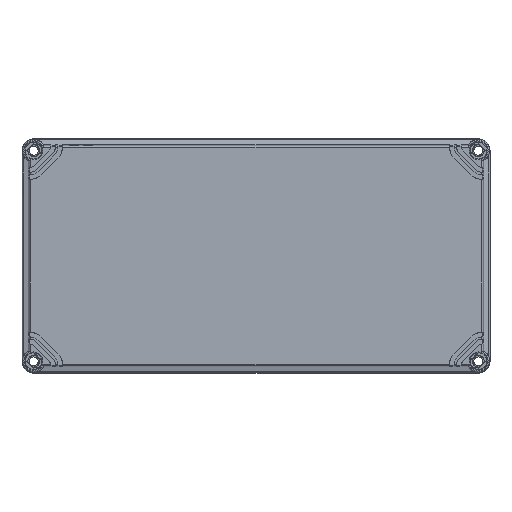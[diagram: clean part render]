
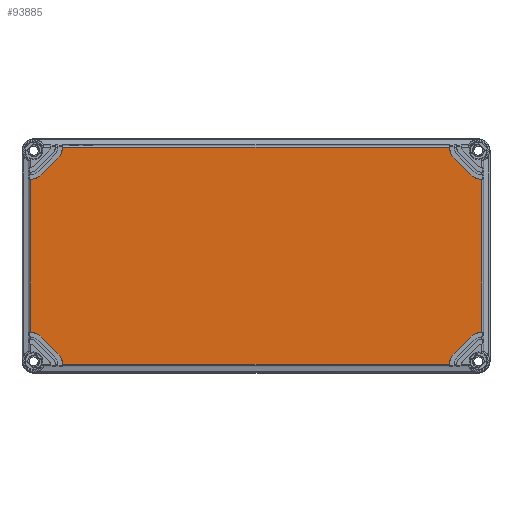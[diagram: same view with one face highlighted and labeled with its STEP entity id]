
A CAD part, top view. The second image highlights one B-rep face of the part: STEP entity #93885.
In plain terms, the highlighted planar face has unit normal (0, 0, 1).
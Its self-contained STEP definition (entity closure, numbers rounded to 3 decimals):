
#80181=CARTESIAN_POINT('',(-179.346,-93.3,30.));
#80182=DIRECTION('',(0.,0.,1.));
#80183=DIRECTION('',(0.999,0.032,0.));
#80184=AXIS2_PLACEMENT_3D('',#80181,#80182,#80183);
#80189=DIRECTION('',(-0.707,0.707,0.));
#80190=VECTOR('',#80189,19.734);
#80191=CARTESIAN_POINT('',(-169.447,-83.401,30.));
#80192=LINE('',#80191,#80190);
#80196=CARTESIAN_POINT('',(-193.3,-79.346,30.));
#80197=DIRECTION('',(0.,0.,1.));
#80198=DIRECTION('',(0.707,0.707,0.));
#80199=AXIS2_PLACEMENT_3D('',#80196,#80197,#80198);
#80204=CARTESIAN_POINT('',(-193.3,79.346,30.));
#80205=DIRECTION('',(0.,0.,1.));
#80206=DIRECTION('',(0.032,-0.999,0.));
#80207=AXIS2_PLACEMENT_3D('',#80204,#80205,#80206);
#80212=DIRECTION('',(0.707,0.707,0.));
#80213=VECTOR('',#80212,19.734);
#80214=CARTESIAN_POINT('',(-183.401,69.447,30.));
#80215=LINE('',#80214,#80213);
#80219=CARTESIAN_POINT('',(-179.346,93.3,30.));
#80220=DIRECTION('',(0.,0.,1.));
#80221=DIRECTION('',(0.707,-0.707,0.));
#80222=AXIS2_PLACEMENT_3D('',#80219,#80220,#80221);
#80227=DIRECTION('',(1.,0.,0.));
#80228=VECTOR('',#80227,330.707);
#80229=CARTESIAN_POINT('',(-165.353,92.851,30.));
#80230=LINE('',#80229,#80228);
#80234=CARTESIAN_POINT('',(179.346,93.3,30.));
#80235=DIRECTION('',(0.,0.,1.));
#80236=DIRECTION('',(-0.999,-0.032,0.));
#80237=AXIS2_PLACEMENT_3D('',#80234,#80235,#80236);
#80242=DIRECTION('',(0.707,-0.707,0.));
#80243=VECTOR('',#80242,19.734);
#80244=CARTESIAN_POINT('',(169.447,83.401,30.));
#80245=LINE('',#80244,#80243);
#80249=CARTESIAN_POINT('',(193.3,79.346,30.));
#80250=DIRECTION('',(0.,0.,1.));
#80251=DIRECTION('',(-0.707,-0.707,0.));
#80252=AXIS2_PLACEMENT_3D('',#80249,#80250,#80251);
#80257=CARTESIAN_POINT('',(193.3,-79.346,30.));
#80258=DIRECTION('',(0.,0.,1.));
#80259=DIRECTION('',(-0.032,0.999,0.));
#80260=AXIS2_PLACEMENT_3D('',#80257,#80258,#80259);
#80265=DIRECTION('',(-0.707,-0.707,0.));
#80266=VECTOR('',#80265,19.734);
#80267=CARTESIAN_POINT('',(183.401,-69.447,30.));
#80268=LINE('',#80267,#80266);
#80272=CARTESIAN_POINT('',(179.346,-93.3,30.));
#80273=DIRECTION('',(0.,0.,1.));
#80274=DIRECTION('',(-0.707,0.707,0.));
#80275=AXIS2_PLACEMENT_3D('',#80272,#80273,#80274);
#84841=DIRECTION('',(0.,1.,0.));
#84842=VECTOR('',#84841,130.707);
#84843=CARTESIAN_POINT('',(192.851,-65.353,30.));
#84844=LINE('',#84843,#84842);
#84912=CARTESIAN_POINT('',(-165.353,92.851,30.));
#84950=CARTESIAN_POINT('',(165.353,92.851,30.));
#84976=DIRECTION('',(0.,-1.,0.));
#84977=VECTOR('',#84976,130.707);
#84978=CARTESIAN_POINT('',(-192.851,65.353,30.));
#84979=LINE('',#84978,#84977);
#85047=DIRECTION('',(1.,0.,0.));
#85048=VECTOR('',#85047,330.707);
#85049=CARTESIAN_POINT('',(-165.353,-92.851,30.));
#85050=LINE('',#85049,#85048);
#85054=CARTESIAN_POINT('',(165.353,-92.851,30.));
#85085=CARTESIAN_POINT('',(-165.353,-92.851,30.));
#87856=CARTESIAN_POINT('',(169.447,83.401,30.));
#87857=CARTESIAN_POINT('',(183.401,69.447,30.));
#87858=VERTEX_POINT('',#87856);
#87859=VERTEX_POINT('',#87857);
#87876=CARTESIAN_POINT('',(-183.401,69.447,30.));
#87877=CARTESIAN_POINT('',(-169.447,83.401,30.));
#87878=VERTEX_POINT('',#87876);
#87879=VERTEX_POINT('',#87877);
#87892=CARTESIAN_POINT('',(183.401,-69.447,30.));
#87893=CARTESIAN_POINT('',(169.447,-83.401,30.));
#87894=VERTEX_POINT('',#87892);
#87895=VERTEX_POINT('',#87893);
#87904=CARTESIAN_POINT('',(-169.447,-83.401,30.));
#87905=CARTESIAN_POINT('',(-183.401,-69.447,30.));
#87906=VERTEX_POINT('',#87904);
#87907=VERTEX_POINT('',#87905);
#88214=VERTEX_POINT('',#84950);
#88226=CARTESIAN_POINT('',(192.851,-65.353,30.));
#88227=CARTESIAN_POINT('',(192.851,65.353,30.));
#88228=VERTEX_POINT('',#88226);
#88229=VERTEX_POINT('',#88227);
#88237=VERTEX_POINT('',#84912);
#88282=CARTESIAN_POINT('',(-192.851,65.353,30.));
#88283=CARTESIAN_POINT('',(-192.851,-65.353,30.));
#88284=VERTEX_POINT('',#88282);
#88285=VERTEX_POINT('',#88283);
#88338=VERTEX_POINT('',#85085);
#88339=VERTEX_POINT('',#85054);
#93846=CARTESIAN_POINT('',(0.,0.,30.));
#93847=DIRECTION('',(0.,0.,1.));
#93848=DIRECTION('',(1.,0.,0.));
#93849=AXIS2_PLACEMENT_3D('',#93846,#93847,#93848);
#93850=PLANE('',#93849);
#93852=ORIENTED_EDGE('',*,*,#93851,.F.);
#93854=ORIENTED_EDGE('',*,*,#93853,.T.);
#93856=ORIENTED_EDGE('',*,*,#93855,.T.);
#93858=ORIENTED_EDGE('',*,*,#93857,.T.);
#93860=ORIENTED_EDGE('',*,*,#93859,.F.);
#93862=ORIENTED_EDGE('',*,*,#93861,.T.);
#93864=ORIENTED_EDGE('',*,*,#93863,.T.);
#93866=ORIENTED_EDGE('',*,*,#93865,.T.);
#93868=ORIENTED_EDGE('',*,*,#93867,.T.);
#93870=ORIENTED_EDGE('',*,*,#93869,.T.);
#93872=ORIENTED_EDGE('',*,*,#93871,.T.);
#93874=ORIENTED_EDGE('',*,*,#93873,.T.);
#93876=ORIENTED_EDGE('',*,*,#93875,.F.);
#93878=ORIENTED_EDGE('',*,*,#93877,.T.);
#93880=ORIENTED_EDGE('',*,*,#93879,.T.);
#93882=ORIENTED_EDGE('',*,*,#93881,.T.);
#93883=EDGE_LOOP('',(#93852,#93854,#93856,#93858,#93860,#93862,#93864,#93866,
#93868,#93870,#93872,#93874,#93876,#93878,#93880,#93882));
#93884=FACE_OUTER_BOUND('',#93883,.F.);
#93885=ADVANCED_FACE('',(#93884),#93850,.T.);
#80185=CIRCLE('',#80184,14.);
#80200=CIRCLE('',#80199,14.);
#80208=CIRCLE('',#80207,14.);
#80223=CIRCLE('',#80222,14.);
#80238=CIRCLE('',#80237,14.);
#80253=CIRCLE('',#80252,14.);
#80261=CIRCLE('',#80260,14.);
#80276=CIRCLE('',#80275,14.);
#93851=EDGE_CURVE('',#88338,#88339,#85050,.T.);
#93853=EDGE_CURVE('',#88338,#87906,#80185,.T.);
#93855=EDGE_CURVE('',#87906,#87907,#80192,.T.);
#93857=EDGE_CURVE('',#87907,#88285,#80200,.T.);
#93859=EDGE_CURVE('',#88284,#88285,#84979,.T.);
#93861=EDGE_CURVE('',#88284,#87878,#80208,.T.);
#93863=EDGE_CURVE('',#87878,#87879,#80215,.T.);
#93865=EDGE_CURVE('',#87879,#88237,#80223,.T.);
#93867=EDGE_CURVE('',#88237,#88214,#80230,.T.);
#93869=EDGE_CURVE('',#88214,#87858,#80238,.T.);
#93871=EDGE_CURVE('',#87858,#87859,#80245,.T.);
#93873=EDGE_CURVE('',#87859,#88229,#80253,.T.);
#93875=EDGE_CURVE('',#88228,#88229,#84844,.T.);
#93877=EDGE_CURVE('',#88228,#87894,#80261,.T.);
#93879=EDGE_CURVE('',#87894,#87895,#80268,.T.);
#93881=EDGE_CURVE('',#87895,#88339,#80276,.T.);
